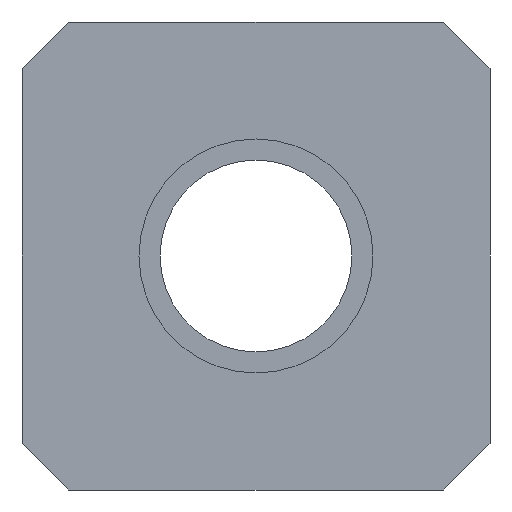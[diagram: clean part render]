
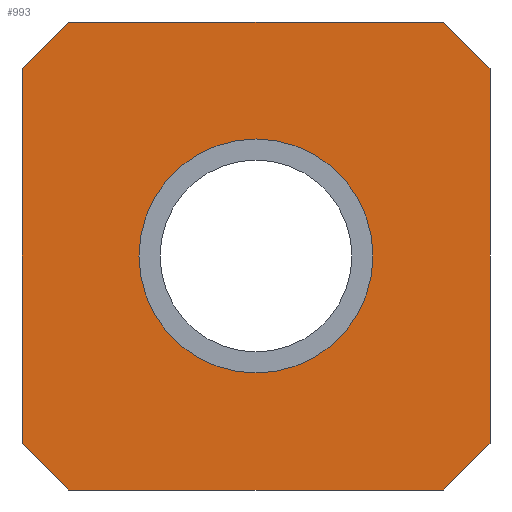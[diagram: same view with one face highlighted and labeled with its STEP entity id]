
A CAD part, front view. The second image highlights one B-rep face of the part: STEP entity #993.
In plain terms, the highlighted planar face has unit normal (0, -1, 0).
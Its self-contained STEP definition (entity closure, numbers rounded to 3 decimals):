
#435=DIRECTION('',(0.,0.,1.));
#436=VECTOR('',#435,16.);
#437=CARTESIAN_POINT('',(-10.,2.9,-8.));
#438=LINE('',#437,#436);
#496=DIRECTION('',(0.,0.,-1.));
#497=VECTOR('',#496,16.);
#498=CARTESIAN_POINT('',(10.,2.9,8.));
#499=LINE('',#498,#497);
#520=DIRECTION('',(0.707,0.,0.707));
#521=VECTOR('',#520,2.828);
#522=CARTESIAN_POINT('',(8.,2.9,-10.));
#523=LINE('',#522,#521);
#553=DIRECTION('',(-1.,0.,0.));
#554=VECTOR('',#553,16.);
#555=CARTESIAN_POINT('',(8.,2.9,-10.));
#556=LINE('',#555,#554);
#577=DIRECTION('',(0.707,0.,-0.707));
#578=VECTOR('',#577,2.828);
#579=CARTESIAN_POINT('',(-10.,2.9,-8.));
#580=LINE('',#579,#578);
#591=CARTESIAN_POINT('',(0.,2.9,0.));
#592=DIRECTION('',(0.,1.,0.));
#593=DIRECTION('',(0.,0.,-1.));
#594=AXIS2_PLACEMENT_3D('',#591,#592,#593);
#599=CARTESIAN_POINT('',(0.,2.9,0.));
#600=DIRECTION('',(0.,1.,0.));
#601=DIRECTION('',(0.,0.,1.));
#602=AXIS2_PLACEMENT_3D('',#599,#600,#601);
#638=DIRECTION('',(-0.707,0.,-0.707));
#639=VECTOR('',#638,2.828);
#640=CARTESIAN_POINT('',(-8.,2.9,10.));
#641=LINE('',#640,#639);
#671=DIRECTION('',(1.,0.,0.));
#672=VECTOR('',#671,16.);
#673=CARTESIAN_POINT('',(-8.,2.9,10.));
#674=LINE('',#673,#672);
#695=DIRECTION('',(-0.707,0.,0.707));
#696=VECTOR('',#695,2.828);
#697=CARTESIAN_POINT('',(10.,2.9,8.));
#698=LINE('',#697,#696);
#728=CARTESIAN_POINT('',(0.,2.9,-5.));
#729=CARTESIAN_POINT('',(0.,2.9,5.));
#730=VERTEX_POINT('',#728);
#731=VERTEX_POINT('',#729);
#744=CARTESIAN_POINT('',(10.,2.9,8.));
#745=CARTESIAN_POINT('',(8.,2.9,10.));
#746=VERTEX_POINT('',#744);
#747=VERTEX_POINT('',#745);
#748=CARTESIAN_POINT('',(-8.,2.9,10.));
#749=CARTESIAN_POINT('',(-10.,2.9,8.));
#750=VERTEX_POINT('',#748);
#751=VERTEX_POINT('',#749);
#752=CARTESIAN_POINT('',(-10.,2.9,-8.));
#753=CARTESIAN_POINT('',(-8.,2.9,-10.));
#754=VERTEX_POINT('',#752);
#755=VERTEX_POINT('',#753);
#756=CARTESIAN_POINT('',(8.,2.9,-10.));
#757=CARTESIAN_POINT('',(10.,2.9,-8.));
#758=VERTEX_POINT('',#756);
#759=VERTEX_POINT('',#757);
#969=CARTESIAN_POINT('',(0.,2.9,0.));
#970=DIRECTION('',(0.,-1.,0.));
#971=DIRECTION('',(0.,0.,-1.));
#972=AXIS2_PLACEMENT_3D('',#969,#970,#971);
#973=PLANE('',#972);
#974=ORIENTED_EDGE('',*,*,#871,.T.);
#976=ORIENTED_EDGE('',*,*,#975,.F.);
#978=ORIENTED_EDGE('',*,*,#977,.T.);
#980=ORIENTED_EDGE('',*,*,#979,.F.);
#981=ORIENTED_EDGE('',*,*,#921,.T.);
#982=ORIENTED_EDGE('',*,*,#936,.F.);
#983=ORIENTED_EDGE('',*,*,#950,.T.);
#984=ORIENTED_EDGE('',*,*,#963,.F.);
#985=EDGE_LOOP('',(#974,#976,#978,#980,#981,#982,#983,#984));
#986=FACE_OUTER_BOUND('',#985,.F.);
#988=ORIENTED_EDGE('',*,*,#987,.F.);
#990=ORIENTED_EDGE('',*,*,#989,.F.);
#991=EDGE_LOOP('',(#988,#990));
#992=FACE_BOUND('',#991,.F.);
#595=CIRCLE('',#594,5.);
#603=CIRCLE('',#602,5.);
#871=EDGE_CURVE('',#754,#751,#438,.T.);
#921=EDGE_CURVE('',#746,#759,#499,.T.);
#936=EDGE_CURVE('',#758,#759,#523,.T.);
#950=EDGE_CURVE('',#758,#755,#556,.T.);
#963=EDGE_CURVE('',#754,#755,#580,.T.);
#975=EDGE_CURVE('',#750,#751,#641,.T.);
#977=EDGE_CURVE('',#750,#747,#674,.T.);
#979=EDGE_CURVE('',#746,#747,#698,.T.);
#987=EDGE_CURVE('',#730,#731,#595,.T.);
#989=EDGE_CURVE('',#731,#730,#603,.T.);
#993=ADVANCED_FACE('',(#986,#992),#973,.T.);
